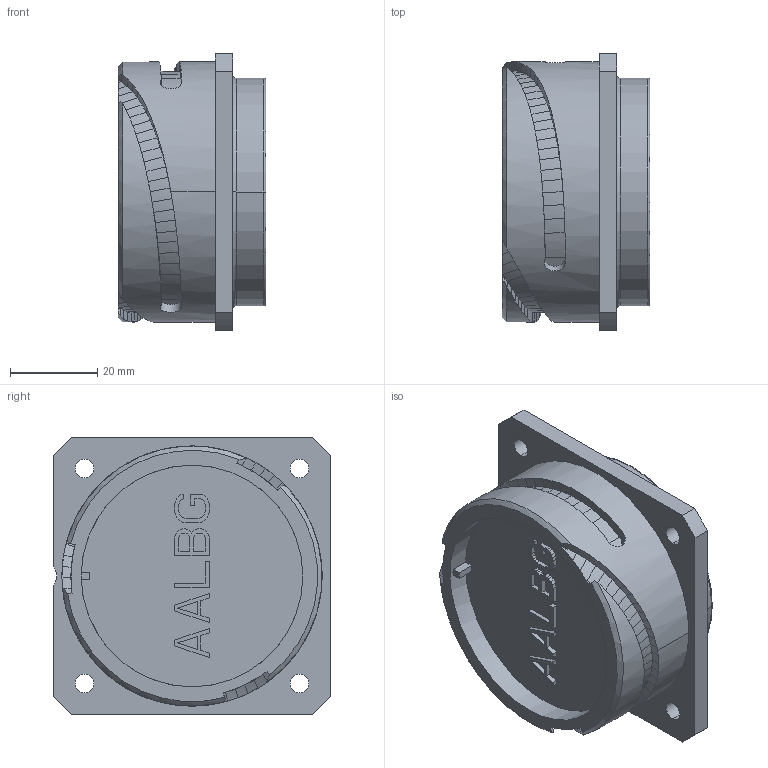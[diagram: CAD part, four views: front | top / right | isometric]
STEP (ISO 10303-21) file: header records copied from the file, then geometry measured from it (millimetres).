
FILE_DESCRIPTION((''),'2;1');
FILE_NAME('VG95234A-36_SW0001','2023-02-02T14:50:31',('paultorloting'),('NET AG system integration'),'CREO PARAMETRIC BY PTC INC, 2021404','CREO PARAMETRIC BY PTC INC, 2021404','');
FILE_SCHEMA(('AUTOMOTIVE_DESIGN { 1 0 10303 214 1 1 1 1 }'));
Length unit declared in the file: millimetre
Products named in the file (1): VG95234A-36_SW0001
Bounding box: 33.8 x 63.5 x 63.5 mm (x, y, z)
Volume: 72690 mm3; surface area: 16909.9 mm2
Topology: 1 solids, 1 shells, 501 faces, 1296 edges, 819 vertices
Faces by surface type: plane 264, bspline 204, cylinder 24, cone 5, torus 4
Entity records: 20014 total; most frequent: CARTESIAN_POINT 6828, ORIENTED_EDGE 2592, DIRECTION 1669, EDGE_CURVE 1296, VECTOR 930, LINE 930, VERTEX_POINT 819, EDGE_LOOP 531
